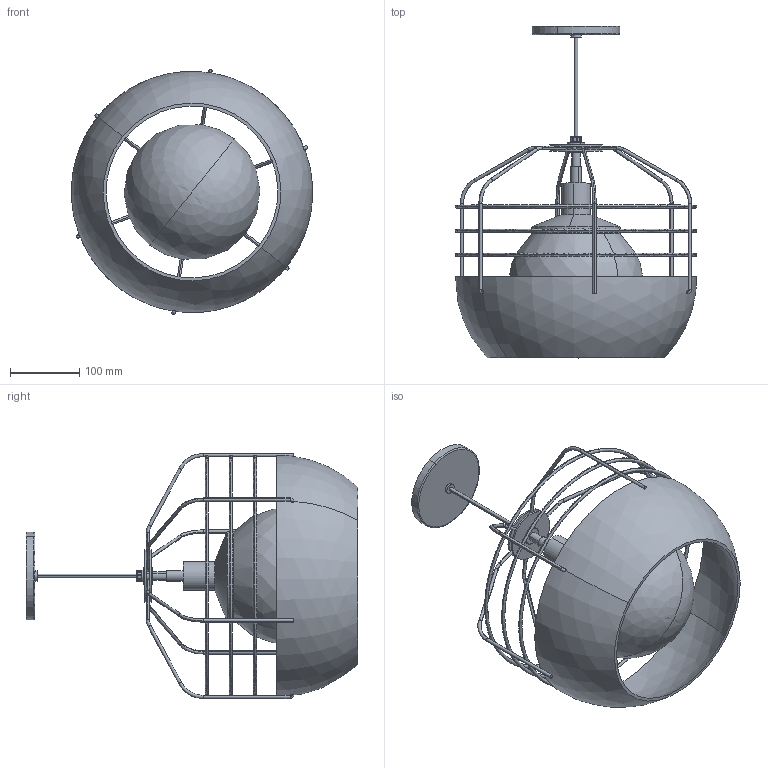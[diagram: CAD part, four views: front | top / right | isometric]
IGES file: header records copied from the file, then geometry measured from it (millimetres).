
Start section: SolidWorks IGES file using analytic representation for surfaces
Global section: file name: BLUFP14 - Bluff City 14-inch.IGS; native system: SolidWorks 2015; preprocessor: SolidWorks 2015; author: Design; date: 190712.164705; units: millimetre
Bounding box: 349.55 x 480.74 x 355.03 mm (x, y, z)
Volume: 4836916.7 mm3; surface area: 526877 mm2
Topology: 4 solids, 4 shells, 728 faces, 2086 edges, 1343 vertices
Faces by surface type: plane 420, revolution 290, bspline 18
